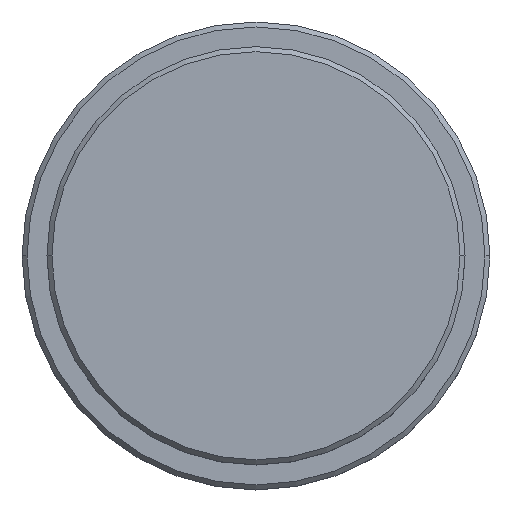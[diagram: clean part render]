
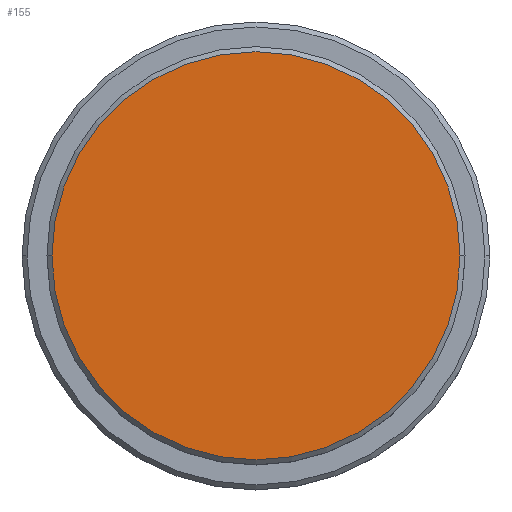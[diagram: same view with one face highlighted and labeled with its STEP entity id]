
A CAD part, top view. The second image highlights one B-rep face of the part: STEP entity #155.
In plain terms, the highlighted planar face has unit normal (0, 0, 1).
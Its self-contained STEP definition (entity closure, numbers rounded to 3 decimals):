
#6 = DIRECTION ( 'NONE',  ( 0., 0., 1. ) ) ;
#42 = VERTEX_POINT ( 'NONE', #1270 ) ;
#155 = ADVANCED_FACE ( 'NONE', ( #577 ), #305, .T. ) ;
#273 = CARTESIAN_POINT ( 'NONE',  ( 0., 0., 0. ) ) ;
#295 = DIRECTION ( 'NONE',  ( 1., 0., 0. ) ) ;
#305 = PLANE ( 'NONE',  #578 ) ;
#335 = AXIS2_PLACEMENT_3D ( 'NONE', #545, #6, #635 ) ;
#445 = CARTESIAN_POINT ( 'NONE',  ( 20.5, 0., 0. ) ) ;
#502 = ORIENTED_EDGE ( 'NONE', *, *, #897, .T. ) ;
#545 = CARTESIAN_POINT ( 'NONE',  ( 0., 0., 0. ) ) ;
#577 = FACE_OUTER_BOUND ( 'NONE', #1160, .T. ) ;
#578 = AXIS2_PLACEMENT_3D ( 'NONE', #839, #1277, #295 ) ;
#635 = DIRECTION ( 'NONE',  ( 1., 0., 0. ) ) ;
#716 = CIRCLE ( 'NONE', #335, 20.5 ) ;
#752 = EDGE_CURVE ( 'NONE', #979, #42, #716, .T. ) ;
#774 = ORIENTED_EDGE ( 'NONE', *, *, #752, .T. ) ;
#839 = CARTESIAN_POINT ( 'NONE',  ( 0., 0., 0. ) ) ;
#897 = EDGE_CURVE ( 'NONE', #42, #979, #1123, .T. ) ;
#979 = VERTEX_POINT ( 'NONE', #445 ) ;
#983 = AXIS2_PLACEMENT_3D ( 'NONE', #273, #1035, #1272 ) ;
#1035 = DIRECTION ( 'NONE',  ( 0., 0., 1. ) ) ;
#1123 = CIRCLE ( 'NONE', #983, 20.5 ) ;
#1160 = EDGE_LOOP ( 'NONE', ( #502, #774 ) ) ;
#1270 = CARTESIAN_POINT ( 'NONE',  ( -20.5, 0., 0. ) ) ;
#1272 = DIRECTION ( 'NONE',  ( 1., 0., 0. ) ) ;
#1277 = DIRECTION ( 'NONE',  ( 0., 0., 1. ) ) ;
